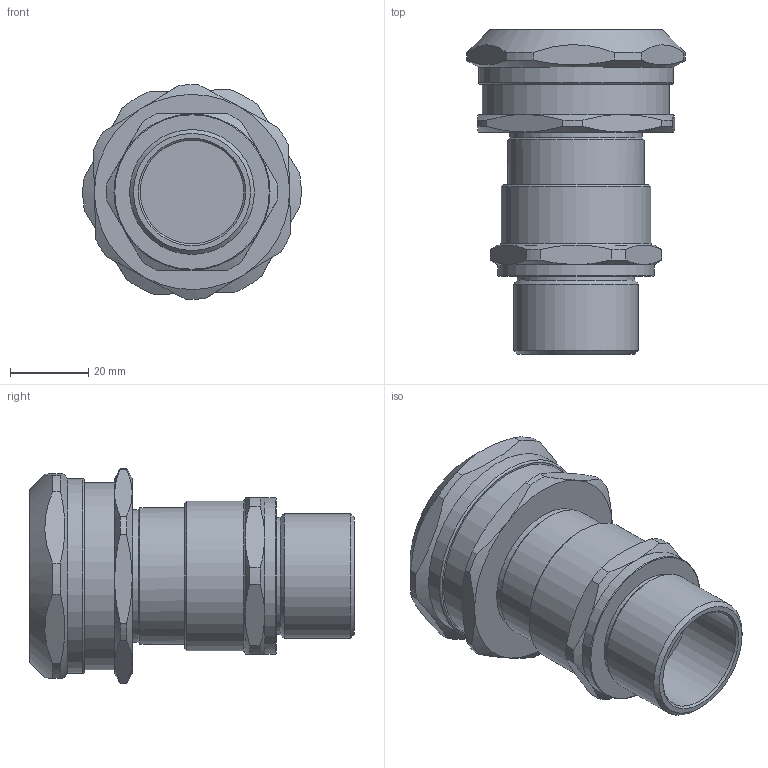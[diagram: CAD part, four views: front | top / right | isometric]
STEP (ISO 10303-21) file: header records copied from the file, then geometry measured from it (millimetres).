
FILE_DESCRIPTION(/* description */ ('','CAx-IF Rec.Pracs.---Representation and Presentation of Product Manufacturing Information (PMI)---4.0---2014-10-13'),/* implementation_level */ '2;1');
FILE_NAME(/* name */ 'ЗЭТАРУС ВКВ2МР-M32-26-МР32.stp',/* time_stamp */ '2022-11-15T08:54:23+07:00',/* author */ ('zeta-09'),/* organization */ (''),/* preprocessor_version */ 'ST-DEVELOPER v18.1',/* originating_system */ 'Autodesk Inventor 2021',/* authorisation */ '');
FILE_SCHEMA (('AP242_MANAGED_MODEL_BASED_3D_ENGINEERING_MIM_LF { 1 0 10303 442 1 1 4 }'));
Length unit declared in the file: millimetre
Products named in the file (1): Деталь14
Bounding box: 55.98 x 83.23 x 55 mm (x, y, z)
Volume: 98599 mm3; surface area: 19535.8 mm2
Topology: 1 solids, 3 shells, 93 faces, 213 edges, 132 vertices
Faces by surface type: cone 32, plane 30, cylinder 28, torus 3
Full cylindrical faces by diameter (mm): 26.5 x1, 30 x1, 32 x1, 34 x1, 35 x1, 38.4 x1, 40 x1, 41 x1, 48 x1, 50 x1
Entity records: 2799 total; most frequent: CARTESIAN_POINT 576, DIRECTION 466, ORIENTED_EDGE 424, EDGE_CURVE 213, AXIS2_PLACEMENT_3D 206, VERTEX_POINT 132, EDGE_LOOP 101, CIRCLE 99
